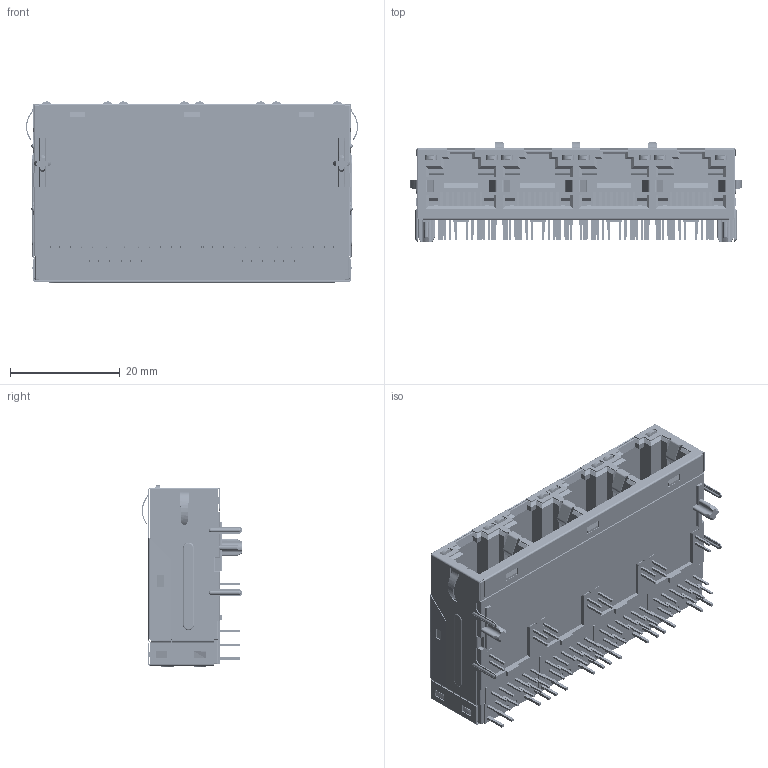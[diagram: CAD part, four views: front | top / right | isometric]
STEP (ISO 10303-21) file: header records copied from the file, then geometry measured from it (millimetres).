
FILE_DESCRIPTION (( 'STEP AP214' ), '1' );
FILE_NAME ('TMJY527DYDZ5NL.STEP', '2024-09-23T01:28:19', ( '' ), ( '' ), 'SwSTEP 2.0', 'SolidWorks 2022', '' );
FILE_SCHEMA (( 'AUTOMOTIVE_DESIGN' ));
Length unit declared in the file: millimetre
Products named in the file (1): TMJY527DYDZ5NL
Bounding box: 60.61 x 18.34 x 33.07 mm (x, y, z)
Surface area: 31230.2 mm2 (no closed solid volume)
Topology: 0 solids, 6 shells, 7995 faces, 22607 edges, 14431 vertices
Faces by surface type: plane 4992, cylinder 2336, torus 287, sphere 228, bspline 78, cone 74
Entity records: 318162 total; most frequent: CARTESIAN_POINT 80641, ORIENTED_EDGE 44726, DIRECTION 33006, EDGE_CURVE 22371, VERTEX_POINT 14415, LINE 13282, VECTOR 13282, AXIS2_PLACEMENT_3D 9862
